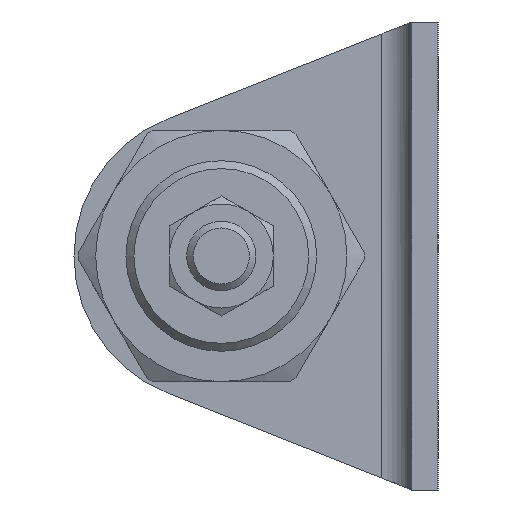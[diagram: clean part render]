
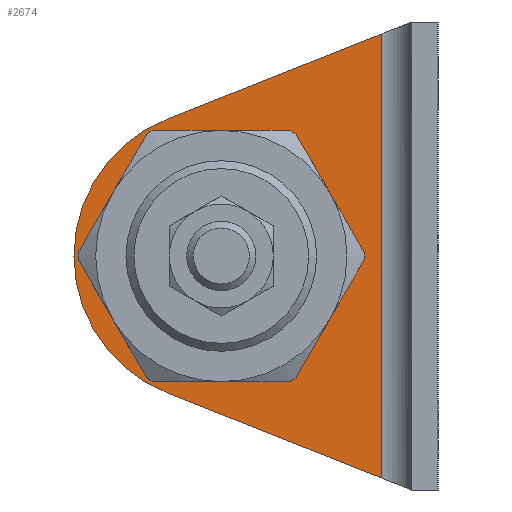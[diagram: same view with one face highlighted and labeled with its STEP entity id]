
A CAD part, left-side view. The second image highlights one B-rep face of the part: STEP entity #2674.
In plain terms, the highlighted face is planar.
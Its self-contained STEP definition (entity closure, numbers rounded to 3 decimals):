
#88=PLANE('',#3268);
#192=LINE('',#4531,#376);
#193=LINE('',#4534,#377);
#194=LINE('',#4536,#378);
#376=VECTOR('',#3672,1000.);
#377=VECTOR('',#3673,1000.);
#378=VECTOR('',#3674,1000.);
#760=ORIENTED_EDGE('',*,*,#1453,.F.);
#761=ORIENTED_EDGE('',*,*,#1454,.F.);
#762=ORIENTED_EDGE('',*,*,#1455,.F.);
#763=ORIENTED_EDGE('',*,*,#1456,.F.);
#764=ORIENTED_EDGE('',*,*,#1457,.T.);
#1453=EDGE_CURVE('',#1808,#1808,#2047,.T.);
#1454=EDGE_CURVE('',#1809,#1810,#192,.T.);
#1455=EDGE_CURVE('',#1811,#1809,#193,.T.);
#1456=EDGE_CURVE('',#1812,#1811,#194,.T.);
#1457=EDGE_CURVE('',#1812,#1810,#2048,.F.);
#1808=VERTEX_POINT('',#4530);
#1809=VERTEX_POINT('',#4532);
#1810=VERTEX_POINT('',#4533);
#1811=VERTEX_POINT('',#4535);
#1812=VERTEX_POINT('',#4537);
#2047=CIRCLE('',#3269,11.1);
#2048=CIRCLE('',#3270,17.);
#2178=EDGE_LOOP('',(#760));
#2179=EDGE_LOOP('',(#761,#762,#763,#764));
#2414=FACE_BOUND('',#2178,.T.);
#2415=FACE_BOUND('',#2179,.T.);
#2674=ADVANCED_FACE('',(#2414,#2415),#88,.F.);
#3268=AXIS2_PLACEMENT_3D('',#4528,#3668,#3669);
#3269=AXIS2_PLACEMENT_3D('',#4529,#3670,#3671);
#3270=AXIS2_PLACEMENT_3D('',#4538,#3675,#3676);
#3668=DIRECTION('',(0.,0.,-1.));
#3669=DIRECTION('',(-1.,0.,0.));
#3670=DIRECTION('',(0.,0.,1.));
#3671=DIRECTION('',(1.,0.,0.));
#3672=DIRECTION('',(0.368,0.93,0.));
#3673=DIRECTION('',(-1.,0.,0.));
#3674=DIRECTION('',(0.368,-0.93,0.));
#3675=DIRECTION('',(0.,0.,-1.));
#3676=DIRECTION('',(-1.,0.,0.));
#4528=CARTESIAN_POINT('',(27.,19.,3.));
#4529=CARTESIAN_POINT('',(0.,0.,3.));
#4530=CARTESIAN_POINT('',(11.1,0.,3.));
#4531=CARTESIAN_POINT('',(-5.637,31.929,3.));
#4532=CARTESIAN_POINT('',(-25.614,-18.5,3.));
#4533=CARTESIAN_POINT('',(-15.805,6.261,3.));
#4534=CARTESIAN_POINT('',(27.,-18.5,3.));
#4535=CARTESIAN_POINT('',(25.614,-18.5,3.));
#4536=CARTESIAN_POINT('',(12.962,13.439,3.));
#4537=CARTESIAN_POINT('',(15.805,6.261,3.));
#4538=CARTESIAN_POINT('',(0.,0.,3.));
